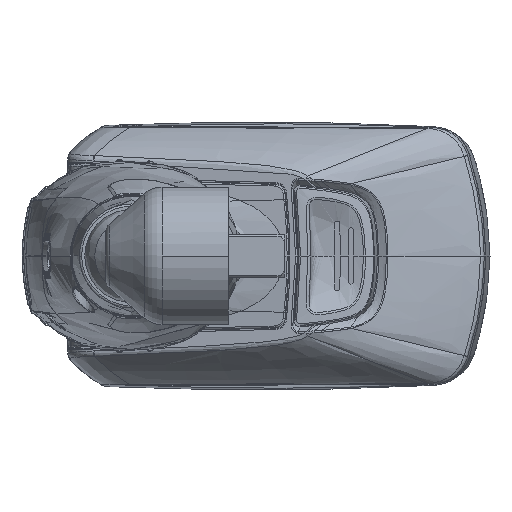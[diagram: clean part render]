
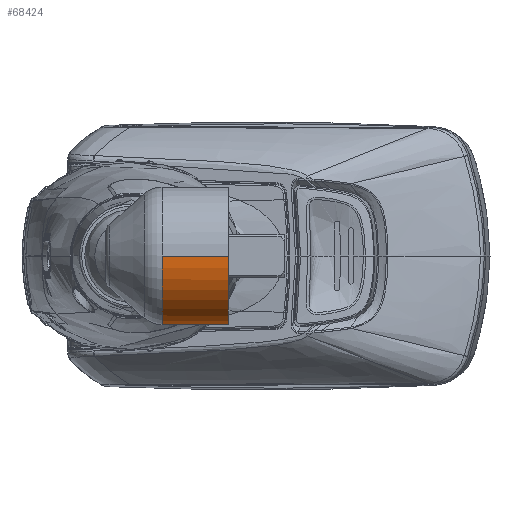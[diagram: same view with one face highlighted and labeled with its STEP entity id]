
A CAD part, left-side view. The second image highlights one B-rep face of the part: STEP entity #68424.
In plain terms, the highlighted cylindrical face has radius 20.25 mm (diameter 40.5 mm), a partial arc.
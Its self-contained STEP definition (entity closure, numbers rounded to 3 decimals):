
#67637=CARTESIAN_POINT('',(-293.383,-8.999,
-10.33));
#67697=DIRECTION('',(0.,1.,0.));
#67698=VECTOR('',#67697,19.501);
#67699=CARTESIAN_POINT('',(-331.05,-28.5,0.));
#67700=LINE('',#67699,#67698);
#67721=CARTESIAN_POINT('',(-310.8,-8.999,0.));
#67722=DIRECTION('',(0.,-1.,0.));
#67723=DIRECTION('',(-1.,0.,0.));
#67724=AXIS2_PLACEMENT_3D('',#67721,#67722,#67723);
#67861=DIRECTION('',(0.,1.,0.));
#67862=VECTOR('',#67861,14.8);
#67863=CARTESIAN_POINT('',(-290.55,-28.5,0.));
#67864=LINE('',#67863,#67862);
#67865=CARTESIAN_POINT('',(-290.55,-13.7,0.));
#67866=CARTESIAN_POINT('',(-290.55,-13.7,-0.592));
#67867=CARTESIAN_POINT('',(-290.603,-13.621,
-1.803));
#67868=CARTESIAN_POINT('',(-290.849,-13.257,
-3.651));
#67869=CARTESIAN_POINT('',(-291.315,-12.546,
-5.614));
#67870=CARTESIAN_POINT('',(-291.841,-11.716,
-7.181));
#67871=CARTESIAN_POINT('',(-292.553,-10.533,
-8.844));
#67872=CARTESIAN_POINT('',(-293.098,-9.551,
-9.849));
#67873=CARTESIAN_POINT('',(-293.383,-8.999,
-10.33));
#67880=CARTESIAN_POINT('',(-310.8,-28.5,0.));
#67881=DIRECTION('',(0.,1.,0.));
#67882=DIRECTION('',(1.,0.,0.));
#67883=AXIS2_PLACEMENT_3D('',#67880,#67881,#67882);
#68048=VERTEX_POINT('',#67637);
#68049=VERTEX_POINT('',#67865);
#68058=CARTESIAN_POINT('',(-331.05,-8.999,0.));
#68059=VERTEX_POINT('',#68058);
#68060=CARTESIAN_POINT('',(-290.55,-28.5,0.));
#68061=VERTEX_POINT('',#68060);
#68062=CARTESIAN_POINT('',(-331.05,-28.5,0.));
#68063=VERTEX_POINT('',#68062);
#68411=CARTESIAN_POINT('',(-310.8,9.681,0.));
#68412=DIRECTION('',(0.,-1.,0.));
#68413=DIRECTION('',(-1.,0.,0.));
#68414=AXIS2_PLACEMENT_3D('',#68411,#68412,#68413);
#68415=CYLINDRICAL_SURFACE('',#68414,20.25);
#68416=ORIENTED_EDGE('',*,*,#68245,.F.);
#68417=ORIENTED_EDGE('',*,*,#68220,.F.);
#68419=ORIENTED_EDGE('',*,*,#68418,.F.);
#68420=ORIENTED_EDGE('',*,*,#68216,.T.);
#68421=ORIENTED_EDGE('',*,*,#68155,.T.);
#68422=EDGE_LOOP('',(#68416,#68417,#68419,#68420,#68421));
#68423=FACE_OUTER_BOUND('',#68422,.F.);
#67725=CIRCLE('',#67724,20.25);
#67874=B_SPLINE_CURVE_WITH_KNOTS('',3,(#67865,#67866,#67867,#67868,#67869,
#67870,#67871,#67872,#67873),.UNSPECIFIED.,.F.,.F.,(4,1,1,1,1,1,4),(0.,
0.167,0.333,0.5,0.667,0.833,
1.),.UNSPECIFIED.);
#67884=CIRCLE('',#67883,20.25);
#68155=EDGE_CURVE('',#68049,#68048,#67874,.T.);
#68216=EDGE_CURVE('',#68061,#68049,#67864,.T.);
#68220=EDGE_CURVE('',#68063,#68059,#67700,.T.);
#68245=EDGE_CURVE('',#68059,#68048,#67725,.T.);
#68418=EDGE_CURVE('',#68061,#68063,#67884,.T.);
#68424=ADVANCED_FACE('',(#68423),#68415,.T.);
